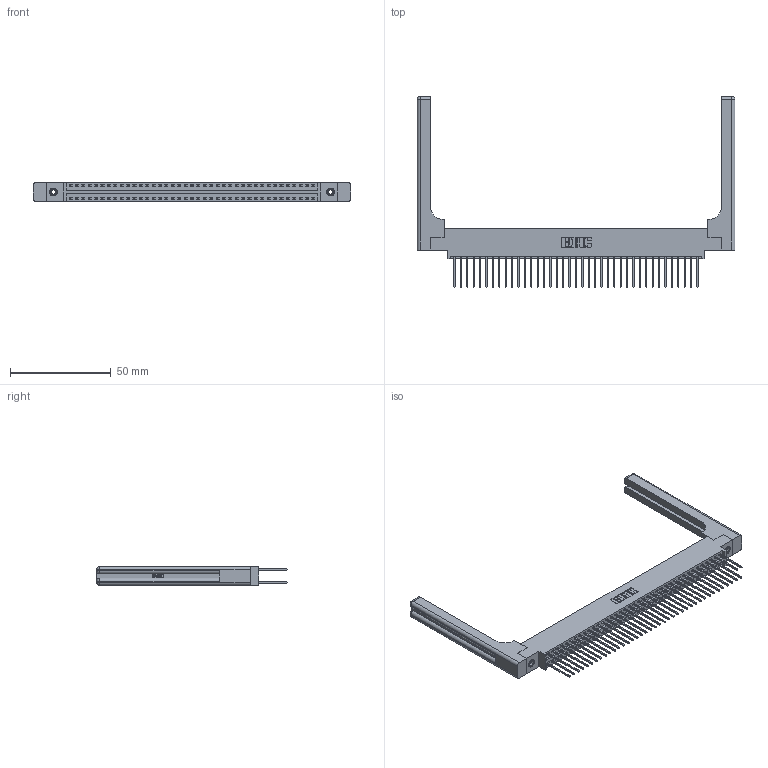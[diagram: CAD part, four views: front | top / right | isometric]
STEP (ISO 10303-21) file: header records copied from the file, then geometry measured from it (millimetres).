
FILE_DESCRIPTION (( 'STEP AP203' ), '1' );
FILE_NAME ('346-078-540-858.STEP', '2022-05-25T14:09:56', ( '' ), ( '' ), 'SwSTEP 2.0', 'SolidWorks 2020', '' );
FILE_SCHEMA (( 'CONFIG_CONTROL_DESIGN' ));
Length unit declared in the file: inch
Products named in the file (5): 345-250-001_345-250-001-102; 346 Part_0.170 Offset - 0.156 Dia-TH; 346-220-058_345-220-058; 346-078-540-858; 345-292-001_345-293-140
Assembly tree (83 placements, depth 2):
  346-078-540-858
    346 Part_0.170 Offset - 0.156 Dia-TH
    345-292-001_345-293-140  x78
    345-250-001_345-250-001-102  x2
    346-220-058_345-220-058  x2
Bounding box: 157.89 x 94.74 x 9.4 mm (x, y, z)
Volume: 22989.8 mm3; surface area: 27838.1 mm2
Topology: 83 solids, 83 shells, 4452 faces, 13133 edges, 8630 vertices
Faces by surface type: plane 2972, cylinder 1420, bspline 36, cone 12, sphere 8, torus 4
Entity records: 31604 total; most frequent: CARTESIAN_POINT 6227, ORIENTED_EDGE 4956, DIRECTION 4470, EDGE_CURVE 2478, LINE 2098, VECTOR 2098, VERTEX_POINT 1642, AXIS2_PLACEMENT_3D 1186
